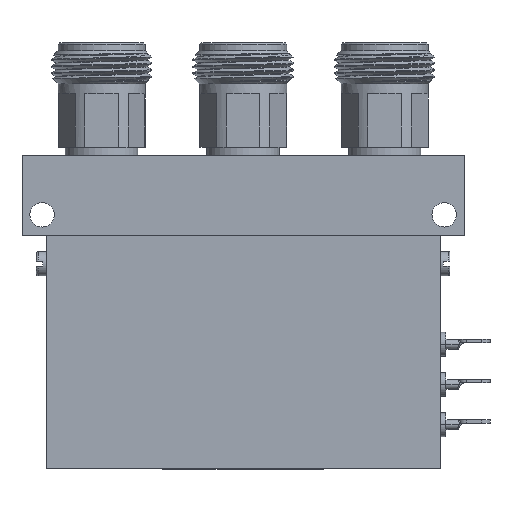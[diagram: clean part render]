
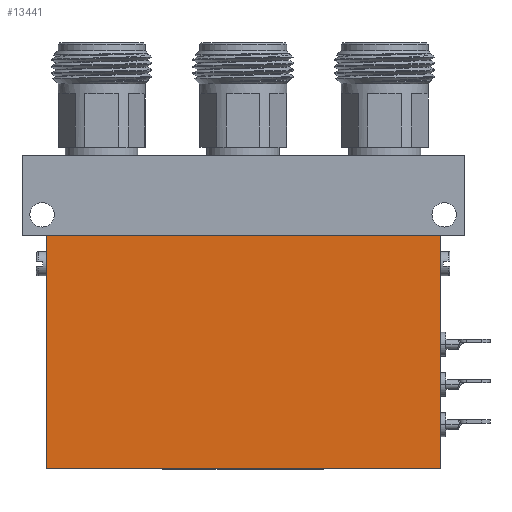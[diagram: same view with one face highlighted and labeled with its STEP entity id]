
A CAD part, front view. The second image highlights one B-rep face of the part: STEP entity #13441.
In plain terms, the highlighted planar face has unit normal (0, -1, 0).
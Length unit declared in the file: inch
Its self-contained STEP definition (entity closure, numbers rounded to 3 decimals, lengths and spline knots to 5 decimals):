
#1943 = EDGE_CURVE ( 'NONE', #4853, #26840, #27299, .T. ) ;
#2652 = CARTESIAN_POINT ( 'NONE',  ( 1.225, -0.45, -0.725 ) ) ;
#2873 = CARTESIAN_POINT ( 'NONE',  ( -1.225, -0.45, -0.725 ) ) ;
#3580 = CARTESIAN_POINT ( 'NONE',  ( -1.225, -0.45, 0.725 ) ) ;
#4300 = CARTESIAN_POINT ( 'NONE',  ( -1.225, -0.45, 0.725 ) ) ;
#4646 = CARTESIAN_POINT ( 'NONE',  ( -1.225, -0.45, 0.725 ) ) ;
#4829 = EDGE_CURVE ( 'NONE', #26840, #28440, #21466, .T. ) ;
#4853 = VERTEX_POINT ( 'NONE', #3580 ) ;
#6112 = DIRECTION ( 'NONE',  ( 0., 0., -1. ) ) ;
#7170 = DIRECTION ( 'NONE',  ( 0., 0., 1. ) ) ;
#9057 = FACE_OUTER_BOUND ( 'NONE', #24716, .T. ) ;
#10084 = VECTOR ( 'NONE', #7170, 39.37008 ) ;
#10463 = LINE ( 'NONE', #4646, #10084 ) ;
#10892 = VERTEX_POINT ( 'NONE', #16468 ) ;
#11386 = PLANE ( 'NONE',  #22738 ) ;
#11426 = ORIENTED_EDGE ( 'NONE', *, *, #4829, .F. ) ;
#13393 = CARTESIAN_POINT ( 'NONE',  ( 1.225, -0.45, 0.725 ) ) ;
#13441 = ADVANCED_FACE ( 'NONE', ( #9057 ), #11386, .T. ) ;
#13926 = DIRECTION ( 'NONE',  ( 0., 0., -1. ) ) ;
#14145 = DIRECTION ( 'NONE',  ( 0., -1., 0. ) ) ;
#14335 = ORIENTED_EDGE ( 'NONE', *, *, #26608, .F. ) ;
#16468 = CARTESIAN_POINT ( 'NONE',  ( -1.225, -0.45, -0.725 ) ) ;
#16488 = EDGE_CURVE ( 'NONE', #10892, #4853, #10463, .T. ) ;
#17772 = DIRECTION ( 'NONE',  ( -1., 0., 0. ) ) ;
#19026 = ORIENTED_EDGE ( 'NONE', *, *, #16488, .F. ) ;
#21325 = LINE ( 'NONE', #2873, #27791 ) ;
#21466 = LINE ( 'NONE', #13393, #27169 ) ;
#22738 = AXIS2_PLACEMENT_3D ( 'NONE', #26355, #14145, #13926 ) ;
#23477 = VECTOR ( 'NONE', #26118, 39.37008 ) ;
#24716 = EDGE_LOOP ( 'NONE', ( #11426, #28346, #19026, #14335 ) ) ;
#26118 = DIRECTION ( 'NONE',  ( 1., 0., 0. ) ) ;
#26151 = CARTESIAN_POINT ( 'NONE',  ( 1.225, -0.45, 0.725 ) ) ;
#26355 = CARTESIAN_POINT ( 'NONE',  ( 0., -0.45, 0. ) ) ;
#26608 = EDGE_CURVE ( 'NONE', #28440, #10892, #21325, .T. ) ;
#26840 = VERTEX_POINT ( 'NONE', #26151 ) ;
#27169 = VECTOR ( 'NONE', #6112, 39.37008 ) ;
#27299 = LINE ( 'NONE', #4300, #23477 ) ;
#27791 = VECTOR ( 'NONE', #17772, 39.37008 ) ;
#28346 = ORIENTED_EDGE ( 'NONE', *, *, #1943, .F. ) ;
#28440 = VERTEX_POINT ( 'NONE', #2652 ) ;
